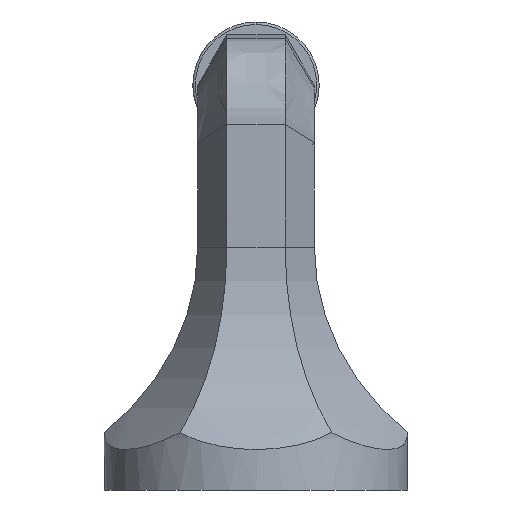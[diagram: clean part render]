
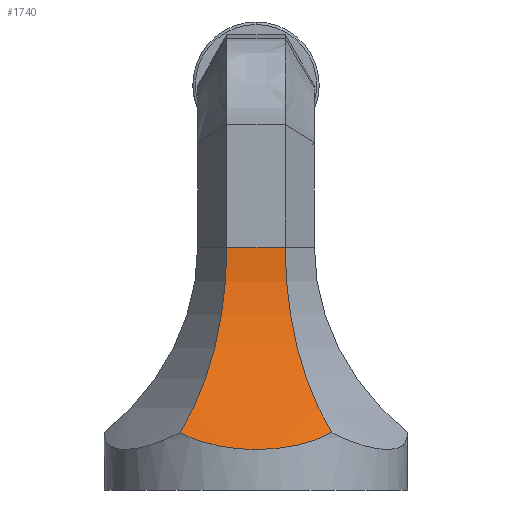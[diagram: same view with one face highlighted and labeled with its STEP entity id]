
A CAD part, left-side view. The second image highlights one B-rep face of the part: STEP entity #1740.
In plain terms, the highlighted cylindrical face has radius 50 mm (diameter 100 mm), a partial arc.
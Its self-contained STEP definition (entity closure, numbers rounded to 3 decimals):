
#1 = EDGE_CURVE ( 'NONE', #1806, #1216, #91, .T. ) ;
#33 = EDGE_CURVE ( 'NONE', #1750, #1806, #787, .T. ) ;
#37 = EDGE_CURVE ( 'NONE', #1750, #1317, #1541, .T. ) ;
#91 =( BOUNDED_CURVE ( )  B_SPLINE_CURVE ( 3, ( #1781, #1805, #1801, #1783 ),
 .UNSPECIFIED., .F., .F. ) 
 B_SPLINE_CURVE_WITH_KNOTS ( ( 4, 4 ),
 ( 5.461, 6.283 ),
 .UNSPECIFIED. ) 
 CURVE ( )  GEOMETRIC_REPRESENTATION_ITEM ( )  RATIONAL_B_SPLINE_CURVE ( ( 1., 0.944, 0.944, 1. ) ) 
 REPRESENTATION_ITEM ( '' )  );
#297 = DIRECTION ( 'NONE',  ( 0., 0., 1. ) ) ;
#328 = CARTESIAN_POINT ( 'NONE',  ( -10., 48., -38.482 ) ) ;
#361 = ORIENTED_EDGE ( 'NONE', *, *, #37, .T. ) ;
#430 = CYLINDRICAL_SURFACE ( 'NONE', #809, 50. ) ;
#478 = EDGE_LOOP ( 'NONE', ( #1057, #361, #845, #1270 ) ) ;
#489 = FACE_OUTER_BOUND ( 'NONE', #478, .T. ) ;
#718 = CARTESIAN_POINT ( 'NONE',  ( -25.981, 11.357, -15. ) ) ;
#772 = CARTESIAN_POINT ( 'NONE',  ( -25.981, 11.357, 15. ) ) ;
#787 = B_SPLINE_CURVE_WITH_KNOTS ( 'NONE', 3,
 ( #1680, #1691, #1678, #1677, #1674, #1669, #1664, #1663, #1662, #1661, #1658, #1655, #1653, #1651, #1644, #1639, #1638, #1636, #1635, #1633, #1632, #1631, #1629, #1623, #1620, #1615 ),
 .UNSPECIFIED., .F., .F.,
 ( 4, 2, 2, 2, 2, 2, 2, 2, 2, 2, 2, 2, 4 ),
 ( 0.003, 0.007, 0.009, 0.011, 0.015, 0.017, 0.019, 0.024, 0.026, 0.028, 0.032, 0.034, 0.036 ),
 .UNSPECIFIED. ) ;
#789 = DIRECTION ( 'NONE',  ( 0., 0., 1. ) ) ;
#797 = CARTESIAN_POINT ( 'NONE',  ( -60., 48., -38.482 ) ) ;
#809 = AXIS2_PLACEMENT_3D ( 'NONE', #797, #789, #842 ) ;
#842 = DIRECTION ( 'NONE',  ( -1., 0., 0. ) ) ;
#845 = ORIENTED_EDGE ( 'NONE', *, *, #1056, .F. ) ;
#1056 = EDGE_CURVE ( 'NONE', #1216, #1317, #1646, .T. ) ;
#1057 = ORIENTED_EDGE ( 'NONE', *, *, #33, .F. ) ;
#1109 = CARTESIAN_POINT ( 'NONE',  ( -10., 48., 5.774 ) ) ;
#1194 = CARTESIAN_POINT ( 'NONE',  ( -10., 48., -5.774 ) ) ;
#1216 = VERTEX_POINT ( 'NONE', #1194 ) ;
#1270 = ORIENTED_EDGE ( 'NONE', *, *, #1, .F. ) ;
#1317 = VERTEX_POINT ( 'NONE', #1109 ) ;
#1541 =( BOUNDED_CURVE ( )  B_SPLINE_CURVE ( 3, ( #1591, #1593, #1578, #1571 ),
 .UNSPECIFIED., .F., .F. ) 
 B_SPLINE_CURVE_WITH_KNOTS ( ( 4, 4 ),
 ( 5.461, 6.283 ),
 .UNSPECIFIED. ) 
 CURVE ( )  GEOMETRIC_REPRESENTATION_ITEM ( )  RATIONAL_B_SPLINE_CURVE ( ( 1., 0.944, 0.944, 1. ) ) 
 REPRESENTATION_ITEM ( '' )  );
#1571 = CARTESIAN_POINT ( 'NONE',  ( -10., 48., 5.774 ) ) ;
#1578 = CARTESIAN_POINT ( 'NONE',  ( -10., 33.89, 5.774 ) ) ;
#1591 = CARTESIAN_POINT ( 'NONE',  ( -25.981, 11.357, 15. ) ) ;
#1593 = CARTESIAN_POINT ( 'NONE',  ( -15.64, 20.957, 9.03 ) ) ;
#1615 = CARTESIAN_POINT ( 'NONE',  ( -25.981, 11.357, -15. ) ) ;
#1620 = CARTESIAN_POINT ( 'NONE',  ( -26.287, 11.073, -14.47 ) ) ;
#1623 = CARTESIAN_POINT ( 'NONE',  ( -26.581, 10.807, -13.922 ) ) ;
#1629 = CARTESIAN_POINT ( 'NONE',  ( -27.143, 10.31, -12.793 ) ) ;
#1630 = VECTOR ( 'NONE', #297, 1000. ) ;
#1631 = CARTESIAN_POINT ( 'NONE',  ( -27.411, 10.078, -12.209 ) ) ;
#1632 = CARTESIAN_POINT ( 'NONE',  ( -28.157, 9.445, -10.431 ) ) ;
#1633 = CARTESIAN_POINT ( 'NONE',  ( -28.583, 9.1, -9.205 ) ) ;
#1635 = CARTESIAN_POINT ( 'NONE',  ( -29.105, 8.686, -7.302 ) ) ;
#1636 = CARTESIAN_POINT ( 'NONE',  ( -29.26, 8.566, -6.657 ) ) ;
#1638 = CARTESIAN_POINT ( 'NONE',  ( -29.527, 8.359, -5.346 ) ) ;
#1639 = CARTESIAN_POINT ( 'NONE',  ( -29.641, 8.272, -4.678 ) ) ;
#1644 = CARTESIAN_POINT ( 'NONE',  ( -29.911, 8.067, -2.677 ) ) ;
#1646 = LINE ( 'NONE', #328, #1630 ) ;
#1651 = CARTESIAN_POINT ( 'NONE',  ( -30., 8., -1.339 ) ) ;
#1653 = CARTESIAN_POINT ( 'NONE',  ( -30., 8., 0.677 ) ) ;
#1655 = CARTESIAN_POINT ( 'NONE',  ( -29.977, 8.017, 1.35 ) ) ;
#1658 = CARTESIAN_POINT ( 'NONE',  ( -29.886, 8.086, 2.699 ) ) ;
#1661 = CARTESIAN_POINT ( 'NONE',  ( -29.817, 8.138, 3.377 ) ) ;
#1662 = CARTESIAN_POINT ( 'NONE',  ( -29.545, 8.345, 5.377 ) ) ;
#1663 = CARTESIAN_POINT ( 'NONE',  ( -29.277, 8.55, 6.677 ) ) ;
#1664 = CARTESIAN_POINT ( 'NONE',  ( -28.755, 8.964, 8.577 ) ) ;
#1669 = CARTESIAN_POINT ( 'NONE',  ( -28.561, 9.12, 9.203 ) ) ;
#1674 = CARTESIAN_POINT ( 'NONE',  ( -28.134, 9.469, 10.437 ) ) ;
#1677 = CARTESIAN_POINT ( 'NONE',  ( -27.899, 9.664, 11.048 ) ) ;
#1678 = CARTESIAN_POINT ( 'NONE',  ( -27.15, 10.3, 12.827 ) ) ;
#1680 = CARTESIAN_POINT ( 'NONE',  ( -25.981, 11.357, 15. ) ) ;
#1691 = CARTESIAN_POINT ( 'NONE',  ( -26.59, 10.792, 13.945 ) ) ;
#1740 = ADVANCED_FACE ( 'NONE', ( #489 ), #430, .F. ) ;
#1750 = VERTEX_POINT ( 'NONE', #772 ) ;
#1781 = CARTESIAN_POINT ( 'NONE',  ( -25.981, 11.357, -15. ) ) ;
#1783 = CARTESIAN_POINT ( 'NONE',  ( -10., 48., -5.774 ) ) ;
#1801 = CARTESIAN_POINT ( 'NONE',  ( -10., 33.89, -5.774 ) ) ;
#1805 = CARTESIAN_POINT ( 'NONE',  ( -15.64, 20.957, -9.03 ) ) ;
#1806 = VERTEX_POINT ( 'NONE', #718 ) ;
